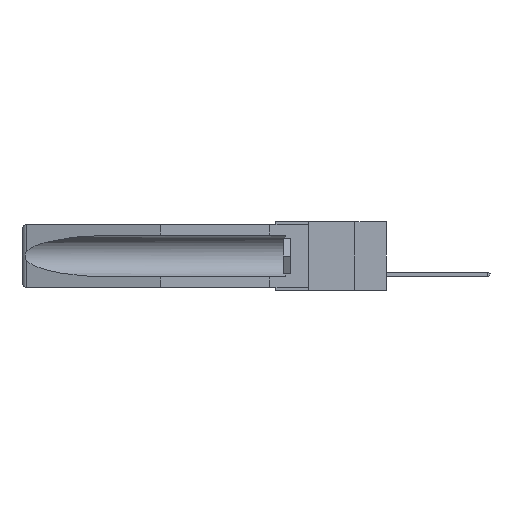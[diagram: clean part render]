
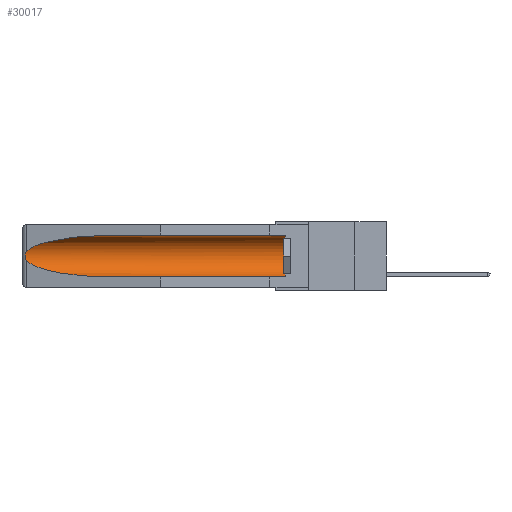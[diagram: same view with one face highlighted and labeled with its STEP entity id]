
A CAD part, left-side view. The second image highlights one B-rep face of the part: STEP entity #30017.
In plain terms, the highlighted cylindrical face has radius 2.857 mm (diameter 5.715 mm), a partial arc.
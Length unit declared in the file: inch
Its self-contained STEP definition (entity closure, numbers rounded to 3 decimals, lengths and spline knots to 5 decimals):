
#1910 = CARTESIAN_POINT ( 'NONE',  ( 0.2673, 1.53269, -0.17917 ) ) ;
#2133 = DIRECTION ( 'NONE',  ( 0., 0., 1. ) ) ;
#2439 = CYLINDRICAL_SURFACE ( 'NONE', #12262, 0.1125 ) ;
#3050 = LINE ( 'NONE', #29267, #9483 ) ;
#3627 =( BOUNDED_CURVE ( )  B_SPLINE_CURVE ( 3, ( #13073, #29589, #12855, #15080 ),
 .UNSPECIFIED., .F., .F. ) 
 B_SPLINE_CURVE_WITH_KNOTS ( ( 4, 4 ),
 ( 0.1948, 1.5708 ),
 .UNSPECIFIED. ) 
 CURVE ( )  GEOMETRIC_REPRESENTATION_ITEM ( )  RATIONAL_B_SPLINE_CURVE ( ( 1., 0.848, 0.848, 1. ) ) 
 REPRESENTATION_ITEM ( '' )  );
#4117 = CARTESIAN_POINT ( 'NONE',  ( 0.2675, 1.53308, -0.17534 ) ) ;
#4304 = EDGE_CURVE ( 'NONE', #10661, #25838, #16767, .T. ) ;
#4471 = CARTESIAN_POINT ( 'NONE',  ( 0.25451, 1.48313, -0.09465 ) ) ;
#4833 = EDGE_CURVE ( 'NONE', #24912, #16050, #14190, .T. ) ;
#5077 = CARTESIAN_POINT ( 'NONE',  ( 0.155, 0.126, -0.1715 ) ) ;
#5117 = AXIS2_PLACEMENT_3D ( 'NONE', #5077, #7614, #27271 ) ;
#5851 = CARTESIAN_POINT ( 'NONE',  ( 0.155, 1.07973, -0.059 ) ) ;
#6336 = DIRECTION ( 'NONE',  ( 0., 1., 0. ) ) ;
#7068 = ORIENTED_EDGE ( 'NONE', *, *, #31092, .T. ) ;
#7581 = CARTESIAN_POINT ( 'NONE',  ( 0.26537, 1.52718, -0.19328 ) ) ;
#7614 = DIRECTION ( 'NONE',  ( 0., -1., 0. ) ) ;
#8856 = CARTESIAN_POINT ( 'NONE',  ( 0.2673, 1.5327, -0.16383 ) ) ;
#9218 = CARTESIAN_POINT ( 'NONE',  ( 0.155, 1.07973, -0.059 ) ) ;
#9221 = ORIENTED_EDGE ( 'NONE', *, *, #4304, .T. ) ;
#9258 =( BOUNDED_CURVE ( )  B_SPLINE_CURVE ( 3, ( #9218, #11737, #4471, #26018 ),
 .UNSPECIFIED., .F., .F. ) 
 B_SPLINE_CURVE_WITH_KNOTS ( ( 4, 4 ),
 ( 4.71239, 6.08839 ),
 .UNSPECIFIED. ) 
 CURVE ( )  GEOMETRIC_REPRESENTATION_ITEM ( )  RATIONAL_B_SPLINE_CURVE ( ( 1., 0.848, 0.848, 1. ) ) 
 REPRESENTATION_ITEM ( '' )  );
#9483 = VECTOR ( 'NONE', #29356, 39.37008 ) ;
#9703 = CARTESIAN_POINT ( 'NONE',  ( 0.26597, 1.5296, -0.19026 ) ) ;
#10655 = CARTESIAN_POINT ( 'NONE',  ( 0.155, 0.126, -0.284 ) ) ;
#10661 = VERTEX_POINT ( 'NONE', #19164 ) ;
#11295 = CARTESIAN_POINT ( 'NONE',  ( 0.26537, 1.52718, -0.14972 ) ) ;
#11737 = CARTESIAN_POINT ( 'NONE',  ( 0.21114, 1.30732, -0.059 ) ) ;
#12092 = VERTEX_POINT ( 'NONE', #14164 ) ;
#12262 = AXIS2_PLACEMENT_3D ( 'NONE', #16140, #6336, #2133 ) ;
#12855 = CARTESIAN_POINT ( 'NONE',  ( 0.21114, 1.30732, -0.284 ) ) ;
#13073 = CARTESIAN_POINT ( 'NONE',  ( 0.26537, 1.52718, -0.19328 ) ) ;
#13491 = EDGE_CURVE ( 'NONE', #16050, #29265, #29966, .T. ) ;
#13642 = ORIENTED_EDGE ( 'NONE', *, *, #18600, .F. ) ;
#13871 = DIRECTION ( 'NONE',  ( 0., 1., 0. ) ) ;
#14164 = CARTESIAN_POINT ( 'NONE',  ( 0.155, 1.07973, -0.284 ) ) ;
#14190 = CIRCLE ( 'NONE', #5117, 0.1125 ) ;
#15080 = CARTESIAN_POINT ( 'NONE',  ( 0.155, 1.07973, -0.284 ) ) ;
#15274 = CARTESIAN_POINT ( 'NONE',  ( 0.155, -0.30754, -0.059 ) ) ;
#16050 = VERTEX_POINT ( 'NONE', #27981 ) ;
#16095 = ORIENTED_EDGE ( 'NONE', *, *, #22347, .T. ) ;
#16140 = CARTESIAN_POINT ( 'NONE',  ( 0.155, -0.30754, -0.1715 ) ) ;
#16323 = ORIENTED_EDGE ( 'NONE', *, *, #4833, .T. ) ;
#16767 = B_SPLINE_CURVE_WITH_KNOTS ( 'NONE', 3,
 ( #11295, #20904, #30680, #8856, #25775, #4117, #1910, #18912, #9703, #7581 ),
 .UNSPECIFIED., .F., .F.,
 ( 4, 2, 2, 2, 4 ),
 ( 0., 0.00029, 0.00058, 0.00087, 0.00117 ),
 .UNSPECIFIED. ) ;
#18600 = EDGE_CURVE ( 'NONE', #24912, #12092, #3050, .T. ) ;
#18912 = CARTESIAN_POINT ( 'NONE',  ( 0.26655, 1.53094, -0.18657 ) ) ;
#19164 = CARTESIAN_POINT ( 'NONE',  ( 0.26537, 1.52718, -0.14972 ) ) ;
#20826 = EDGE_LOOP ( 'NONE', ( #7068, #9221, #16095, #13642, #16323, #28191 ) ) ;
#20904 = CARTESIAN_POINT ( 'NONE',  ( 0.26597, 1.52961, -0.15275 ) ) ;
#22347 = EDGE_CURVE ( 'NONE', #25838, #12092, #3627, .T. ) ;
#22771 = VECTOR ( 'NONE', #13871, 39.37008 ) ;
#24912 = VERTEX_POINT ( 'NONE', #10655 ) ;
#25438 = FACE_OUTER_BOUND ( 'NONE', #20826, .T. ) ;
#25775 = CARTESIAN_POINT ( 'NONE',  ( 0.2675, 1.53308, -0.16763 ) ) ;
#25838 = VERTEX_POINT ( 'NONE', #29266 ) ;
#26018 = CARTESIAN_POINT ( 'NONE',  ( 0.26537, 1.52718, -0.14972 ) ) ;
#27271 = DIRECTION ( 'NONE',  ( 0., 0., 1. ) ) ;
#27981 = CARTESIAN_POINT ( 'NONE',  ( 0.155, 0.126, -0.059 ) ) ;
#28191 = ORIENTED_EDGE ( 'NONE', *, *, #13491, .T. ) ;
#29265 = VERTEX_POINT ( 'NONE', #5851 ) ;
#29266 = CARTESIAN_POINT ( 'NONE',  ( 0.26537, 1.52718, -0.19328 ) ) ;
#29267 = CARTESIAN_POINT ( 'NONE',  ( 0.155, -0.30754, -0.284 ) ) ;
#29356 = DIRECTION ( 'NONE',  ( 0., 1., 0. ) ) ;
#29589 = CARTESIAN_POINT ( 'NONE',  ( 0.25451, 1.48313, -0.24835 ) ) ;
#29966 = LINE ( 'NONE', #15274, #22771 ) ;
#30017 = ADVANCED_FACE ( 'NONE', ( #25438 ), #2439, .F. ) ;
#30680 = CARTESIAN_POINT ( 'NONE',  ( 0.26654, 1.53092, -0.15636 ) ) ;
#31092 = EDGE_CURVE ( 'NONE', #29265, #10661, #9258, .T. ) ;
